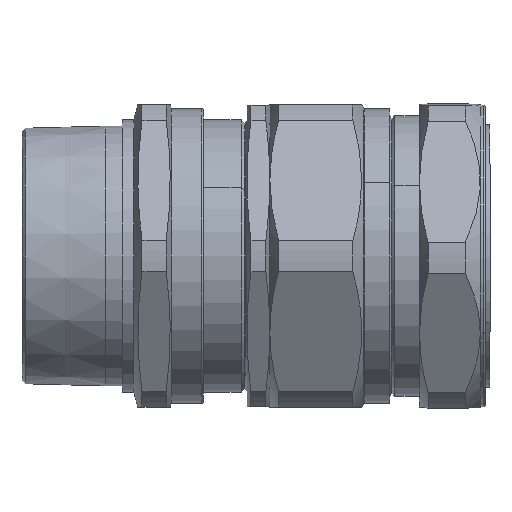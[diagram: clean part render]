
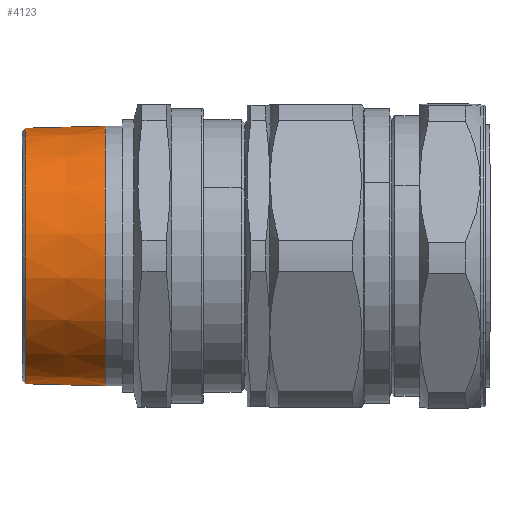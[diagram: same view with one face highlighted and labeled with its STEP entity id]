
A CAD part, front view. The second image highlights one B-rep face of the part: STEP entity #4123.
In plain terms, the highlighted conical face has half-angle 1.47 degrees and reference radius 56.306 mm.
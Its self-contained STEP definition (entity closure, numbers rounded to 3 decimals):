
#112 = DIRECTION ( 'NONE',  ( 1., 0., -0.026 ) ) ;
#319 = VECTOR ( 'NONE', #112, 1000. ) ;
#363 = ORIENTED_EDGE ( 'NONE', *, *, #3215, .F. ) ;
#441 = LINE ( 'NONE', #2942, #4933 ) ;
#507 = CARTESIAN_POINT ( 'NONE',  ( 36.8, 0., -57.25 ) ) ;
#639 = DIRECTION ( 'NONE',  ( 0., 0., 1. ) ) ;
#914 = VERTEX_POINT ( 'NONE', #1875 ) ;
#1001 = CARTESIAN_POINT ( 'NONE',  ( 1.5, 0., -56.344 ) ) ;
#1177 = EDGE_CURVE ( 'NONE', #914, #3210, #1624, .T. ) ;
#1483 = LINE ( 'NONE', #3510, #319 ) ;
#1531 = FACE_OUTER_BOUND ( 'NONE', #4303, .T. ) ;
#1580 = ORIENTED_EDGE ( 'NONE', *, *, #3230, .T. ) ;
#1624 = CIRCLE ( 'NONE', #2447, 56.344 ) ;
#1660 = CARTESIAN_POINT ( 'NONE',  ( 36.8, 0., 57.25 ) ) ;
#1755 = DIRECTION ( 'NONE',  ( 1., 0., 0. ) ) ;
#1773 = VERTEX_POINT ( 'NONE', #1660 ) ;
#1875 = CARTESIAN_POINT ( 'NONE',  ( 1.5, 0., 56.344 ) ) ;
#2175 = AXIS2_PLACEMENT_3D ( 'NONE', #3089, #2652, #3443 ) ;
#2447 = AXIS2_PLACEMENT_3D ( 'NONE', #4812, #1755, #4831 ) ;
#2548 = DIRECTION ( 'NONE',  ( 1., 0., 0.026 ) ) ;
#2652 = DIRECTION ( 'NONE',  ( 1., 0., 0. ) ) ;
#2809 = CIRCLE ( 'NONE', #2977, 57.25 ) ;
#2942 = CARTESIAN_POINT ( 'NONE',  ( 0., 0., 56.306 ) ) ;
#2977 = AXIS2_PLACEMENT_3D ( 'NONE', #4406, #4106, #639 ) ;
#3089 = CARTESIAN_POINT ( 'NONE',  ( 0., 0., 0. ) ) ;
#3210 = VERTEX_POINT ( 'NONE', #1001 ) ;
#3215 = EDGE_CURVE ( 'NONE', #914, #1773, #441, .T. ) ;
#3230 = EDGE_CURVE ( 'NONE', #3210, #3751, #1483, .T. ) ;
#3429 = CONICAL_SURFACE ( 'NONE', #2175, 56.306, 0.026 ) ;
#3443 = DIRECTION ( 'NONE',  ( 0., 0., -1. ) ) ;
#3510 = CARTESIAN_POINT ( 'NONE',  ( 0., 0., -56.306 ) ) ;
#3554 = ORIENTED_EDGE ( 'NONE', *, *, #1177, .T. ) ;
#3751 = VERTEX_POINT ( 'NONE', #507 ) ;
#3788 = ORIENTED_EDGE ( 'NONE', *, *, #4016, .T. ) ;
#4016 = EDGE_CURVE ( 'NONE', #3751, #1773, #2809, .T. ) ;
#4106 = DIRECTION ( 'NONE',  ( -1., 0., 0. ) ) ;
#4123 = ADVANCED_FACE ( 'NONE', ( #1531 ), #3429, .T. ) ;
#4303 = EDGE_LOOP ( 'NONE', ( #363, #3554, #1580, #3788 ) ) ;
#4406 = CARTESIAN_POINT ( 'NONE',  ( 36.8, 0., 0. ) ) ;
#4812 = CARTESIAN_POINT ( 'NONE',  ( 1.5, 0., 0. ) ) ;
#4831 = DIRECTION ( 'NONE',  ( 0., 0., -1. ) ) ;
#4933 = VECTOR ( 'NONE', #2548, 1000. ) ;
